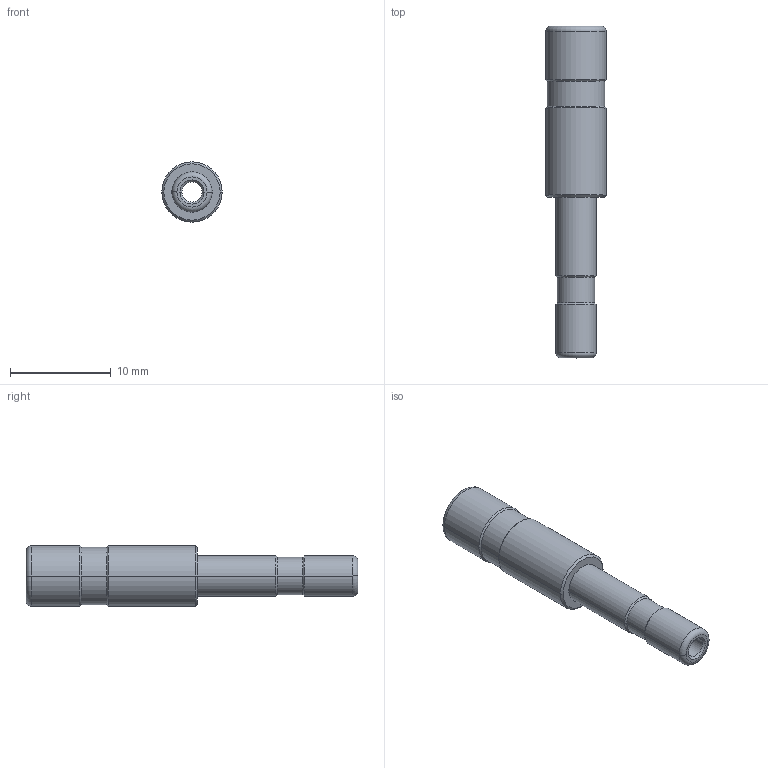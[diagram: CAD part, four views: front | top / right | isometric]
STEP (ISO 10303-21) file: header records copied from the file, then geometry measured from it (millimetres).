
FILE_DESCRIPTION((''),'2;1');
FILE_NAME('mxm.39.04.06',(''),('sopra-pneumatic'),'PRO/ENGINEER BY PARAMETRIC TECHNOLOGY CORPORATION, 2010230','PRO/ENGINEER BY PARAMETRIC TECHNOLOGY CORPORATION, 2010230','');
FILE_SCHEMA(('CONFIG_CONTROL_DESIGN'));
Length unit declared in the file: millimetre
Products named in the file (1): 283852_904X4-D6-D4
Bounding box: 6 x 33 x 6 mm (x, y, z)
Volume: 429.1 mm3; surface area: 852.3 mm2
Topology: 1 solids, 1 shells, 39 faces, 78 edges, 42 vertices
Faces by surface type: cylinder 16, cone 16, torus 4, plane 3
Entity records: 1040 total; most frequent: DIRECTION 202, CARTESIAN_POINT 159, ORIENTED_EDGE 156, AXIS2_PLACEMENT_3D 85, EDGE_CURVE 78, CIRCLE 46, VERTEX_POINT 42, EDGE_LOOP 42
